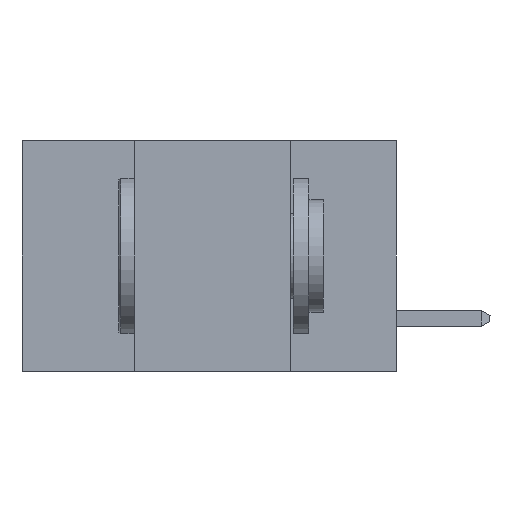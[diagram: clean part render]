
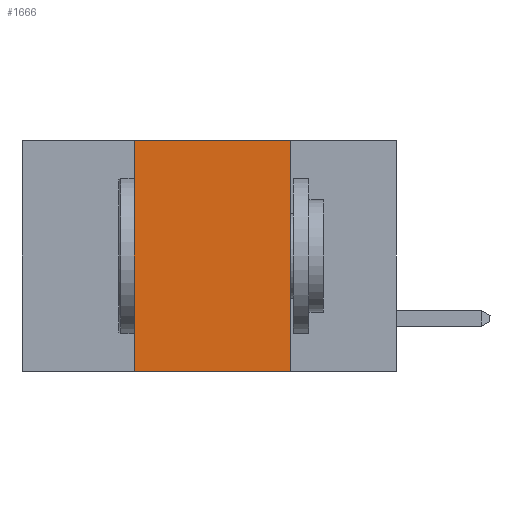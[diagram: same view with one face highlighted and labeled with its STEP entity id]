
A CAD part, left-side view. The second image highlights one B-rep face of the part: STEP entity #1666.
In plain terms, the highlighted planar face has unit normal (-1, 0, 0).
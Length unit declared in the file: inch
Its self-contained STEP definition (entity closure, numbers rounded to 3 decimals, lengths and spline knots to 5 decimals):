
#526 = CARTESIAN_POINT ( 'NONE',  ( 0., 0.6, 0. ) ) ;
#528 = EDGE_CURVE ( 'NONE', #11729, #7565, #2376, .T. ) ;
#772 = DIRECTION ( 'NONE',  ( 1., 0., 0. ) ) ;
#941 = VERTEX_POINT ( 'NONE', #1147 ) ;
#1147 = CARTESIAN_POINT ( 'NONE',  ( 0., 0.17, 0. ) ) ;
#1544 = ORIENTED_EDGE ( 'NONE', *, *, #7375, .F. ) ;
#1649 = ORIENTED_EDGE ( 'NONE', *, *, #528, .F. ) ;
#1666 = ADVANCED_FACE ( 'NONE', ( #3446 ), #7177, .F. ) ;
#2016 = CARTESIAN_POINT ( 'NONE',  ( 0., 0.6, -0.37 ) ) ;
#2278 = VECTOR ( 'NONE', #11899, 39.37008 ) ;
#2376 = LINE ( 'NONE', #5192, #3400 ) ;
#2472 = DIRECTION ( 'NONE',  ( 0., 0., -1. ) ) ;
#2763 = CARTESIAN_POINT ( 'NONE',  ( 0., 0.17, -0.37 ) ) ;
#3351 = DIRECTION ( 'NONE',  ( 0., 0., 1. ) ) ;
#3400 = VECTOR ( 'NONE', #3351, 39.37008 ) ;
#3446 = FACE_OUTER_BOUND ( 'NONE', #11950, .T. ) ;
#3673 = DIRECTION ( 'NONE',  ( 0., 0., -1. ) ) ;
#4828 = VECTOR ( 'NONE', #5752, 39.37008 ) ;
#4909 = LINE ( 'NONE', #2016, #4828 ) ;
#5192 = CARTESIAN_POINT ( 'NONE',  ( 0., 0.42, -0.37 ) ) ;
#5336 = AXIS2_PLACEMENT_3D ( 'NONE', #526, #772, #2472 ) ;
#5623 = LINE ( 'NONE', #9353, #2278 ) ;
#5633 = EDGE_CURVE ( 'NONE', #11729, #11300, #4909, .T. ) ;
#5752 = DIRECTION ( 'NONE',  ( 0., -1., 0. ) ) ;
#7177 = PLANE ( 'NONE',  #5336 ) ;
#7375 = EDGE_CURVE ( 'NONE', #7565, #941, #5623, .T. ) ;
#7565 = VERTEX_POINT ( 'NONE', #7933 ) ;
#7933 = CARTESIAN_POINT ( 'NONE',  ( 0., 0.42, 0. ) ) ;
#8027 = ORIENTED_EDGE ( 'NONE', *, *, #9599, .F. ) ;
#8228 = CARTESIAN_POINT ( 'NONE',  ( 0., 0.42, -0.37 ) ) ;
#8317 = ORIENTED_EDGE ( 'NONE', *, *, #5633, .T. ) ;
#9223 = CARTESIAN_POINT ( 'NONE',  ( 0., 0.17, -0.37 ) ) ;
#9353 = CARTESIAN_POINT ( 'NONE',  ( 0., 0.6, 0. ) ) ;
#9540 = VECTOR ( 'NONE', #3673, 39.37008 ) ;
#9599 = EDGE_CURVE ( 'NONE', #941, #11300, #10150, .T. ) ;
#10150 = LINE ( 'NONE', #2763, #9540 ) ;
#11300 = VERTEX_POINT ( 'NONE', #9223 ) ;
#11729 = VERTEX_POINT ( 'NONE', #8228 ) ;
#11899 = DIRECTION ( 'NONE',  ( 0., -1., 0. ) ) ;
#11950 = EDGE_LOOP ( 'NONE', ( #8027, #1544, #1649, #8317 ) ) ;
